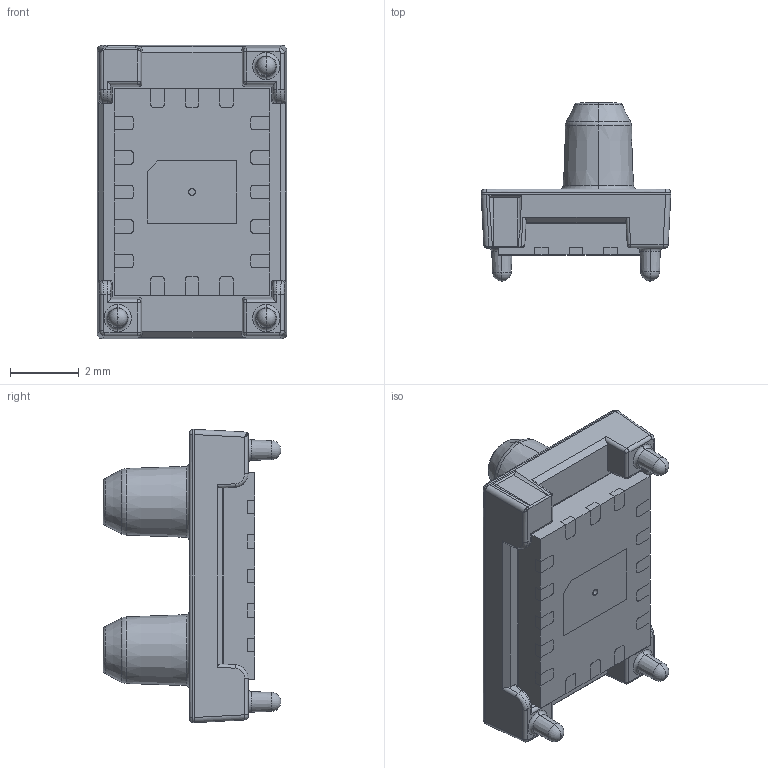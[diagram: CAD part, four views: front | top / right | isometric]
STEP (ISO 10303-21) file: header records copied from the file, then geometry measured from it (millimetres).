
FILE_DESCRIPTION (( 'STEP AP203' ), '1' );
FILE_NAME ('113390-05_Publikationsmodell SDP3x.step', '2015-12-21T11:35:09', ( 'IT' ), ( '' ), 'SwSTEP 2.0', 'SolidWorks 2015', '' );
FILE_SCHEMA (( 'CONFIG_CONTROL_DESIGN' ));
Length unit declared in the file: millimetre
Products named in the file (1): 113390-05_Publikationsmodell SDP3x
Bounding box: 5.5 x 5.15 x 8.5 mm (x, y, z)
Volume: 86.9 mm3; surface area: 274.4 mm2
Topology: 19 solids, 19 shells, 423 faces, 1025 edges, 647 vertices
Faces by surface type: plane 223, cylinder 110, torus 32, bspline 31, cone 20, sphere 7
Entity records: 12817 total; most frequent: CARTESIAN_POINT 2986, ORIENTED_EDGE 2046, DIRECTION 2008, EDGE_CURVE 1023, AXIS2_PLACEMENT_3D 676, VECTOR 656, LINE 656, VERTEX_POINT 647
